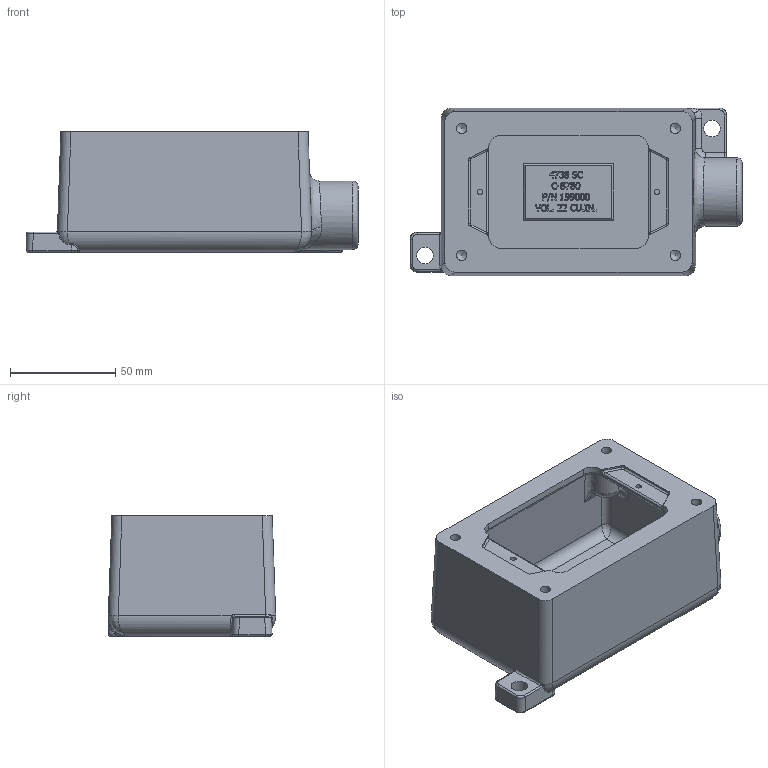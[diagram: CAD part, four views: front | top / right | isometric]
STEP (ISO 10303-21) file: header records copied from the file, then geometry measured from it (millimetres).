
FILE_DESCRIPTION(/* description */ ('SWB-1 BOX'),/* implementation_level */ '2;1');
FILE_NAME(/* name */ 'KIL_SWB-1.stp',/* time_stamp */ '2017-04-19T20:52:56+05:00',/* author */ ('ypadmaraja'),/* organization */ (''),/* preprocessor_version */ 'ST-DEVELOPER v16.1',/* originating_system */ 'Autodesk Inventor 2016',/* authorisation */ '');
FILE_SCHEMA (('AUTOMOTIVE_DESIGN { 1 0 10303 214 3 1 1 }'));
Length unit declared in the file: inch
Products named in the file (1): SWB-1
Bounding box: 157.93 x 79.62 x 57.15 mm (x, y, z)
Volume: 186447.7 mm3; surface area: 68993.7 mm2
Topology: 1 solids, 1 shells, 1045 faces, 2750 edges, 1767 vertices
Faces by surface type: plane 477, bspline 446, cylinder 91, sphere 13, torus 10, cone 8
Full cylindrical faces by diameter (mm): 2.642 x2, 3.683 x1, 4.978 x4, 7.938 x2, 15.113 x1, 32.544 x1
Entity records: 36262 total; most frequent: CARTESIAN_POINT 13445, ORIENTED_EDGE 5394, DIRECTION 3366, EDGE_CURVE 2697, VERTEX_POINT 1753, LINE 1598, VECTOR 1598, EDGE_LOOP 1154
